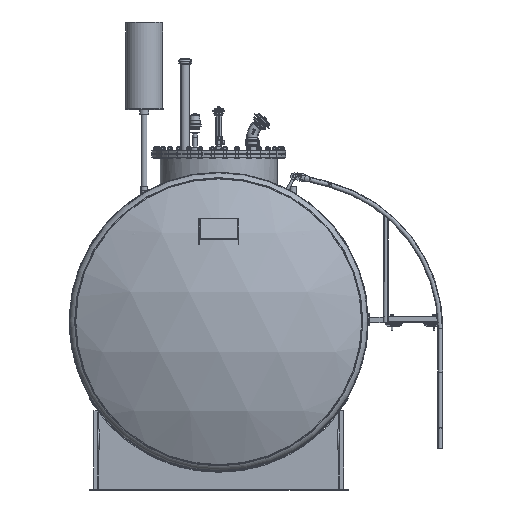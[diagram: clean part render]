
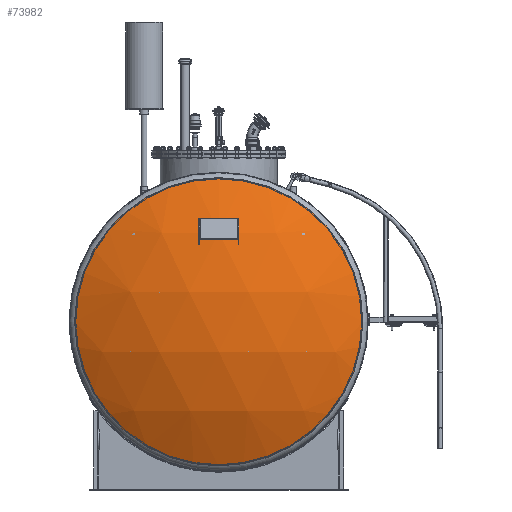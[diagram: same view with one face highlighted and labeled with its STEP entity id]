
A CAD part, front view. The second image highlights one B-rep face of the part: STEP entity #73982.
In plain terms, the highlighted spherical face has radius 1609 mm.
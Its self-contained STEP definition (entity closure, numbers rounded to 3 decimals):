
#1992=SPHERICAL_SURFACE('',#78812,1609.);
#2837=CIRCLE('',#78810,773.649);
#8041=FACE_OUTER_BOUND('',#12398,.T.);
#12398=EDGE_LOOP('',(#47976));
#30350=VERTEX_POINT('',#105993);
#37232=EDGE_CURVE('',#30350,#30350,#2837,.T.);
#47976=ORIENTED_EDGE('',*,*,#37232,.T.);
#73982=ADVANCED_FACE('',(#8041),#1992,.T.);
#78810=AXIS2_PLACEMENT_3D('',#105994,#85937,#85938);
#78812=AXIS2_PLACEMENT_3D('',#105996,#85941,#85942);
#85937=DIRECTION('center_axis',(0.,-1.,0.));
#85938=DIRECTION('ref_axis',(-1.,0.,0.));
#85941=DIRECTION('center_axis',(0.,0.,-1.));
#85942=DIRECTION('ref_axis',(-1.,0.,0.));
#105993=CARTESIAN_POINT('',(0.,-3265.069,-773.649));
#105994=CARTESIAN_POINT('Origin',(0.,-3265.069,
0.));
#105996=CARTESIAN_POINT('Origin',(0.,-1854.273,
0.));
